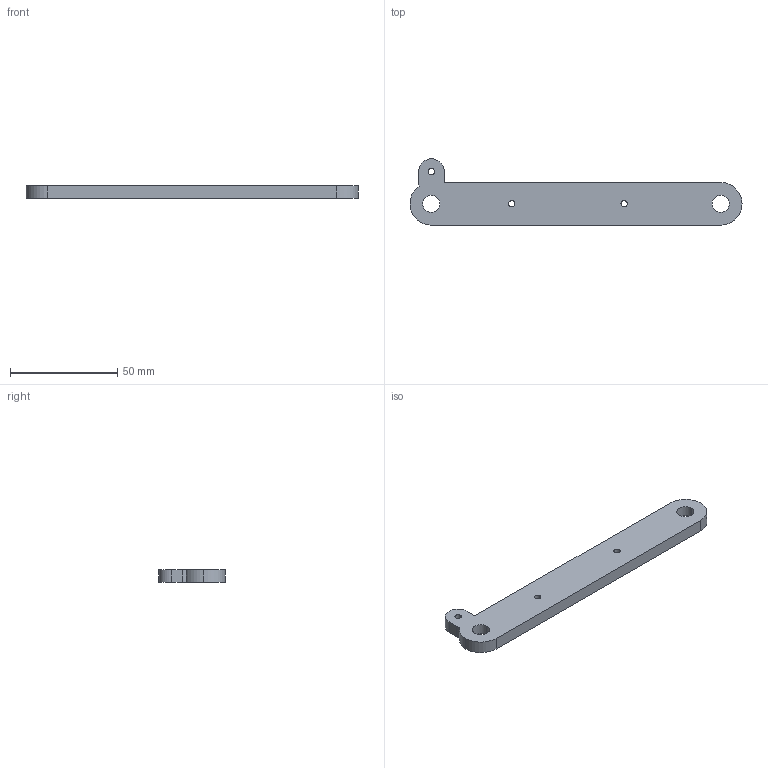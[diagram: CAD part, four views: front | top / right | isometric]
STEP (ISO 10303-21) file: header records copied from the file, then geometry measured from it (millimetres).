
FILE_DESCRIPTION (( 'STEP AP214' ), '1' );
FILE_NAME ('ｶﾌｱﾛﾗﾜｳﾉ - ｸｱﾖｧｳﾅｱﾛ.step', '2025-04-15T06:16:06', ( '' ), ( '' ), 'SwSTEP 2.0', 'SolidWorks 2024', '' );
FILE_SCHEMA (( 'AUTOMOTIVE_DESIGN' ));
Length unit declared in the file: millimetre
Products named in the file (1): 短臂总成 - 副支撑臂
Bounding box: 155 x 31 x 6 mm (x, y, z)
Volume: 18038.5 mm3; surface area: 8613.4 mm2
Topology: 1 solids, 1 shells, 27 faces, 69 edges, 46 vertices
Faces by surface type: cylinder 19, plane 8
Entity records: 884 total; most frequent: DIRECTION 163, CARTESIAN_POINT 143, ORIENTED_EDGE 138, EDGE_CURVE 69, AXIS2_PLACEMENT_3D 66, VERTEX_POINT 46, EDGE_LOOP 39, CIRCLE 38
